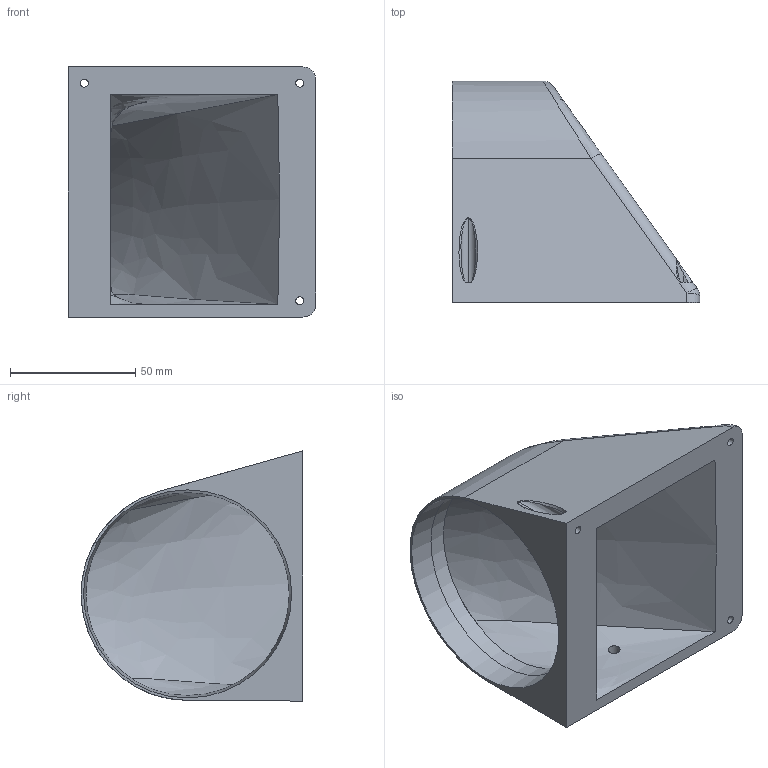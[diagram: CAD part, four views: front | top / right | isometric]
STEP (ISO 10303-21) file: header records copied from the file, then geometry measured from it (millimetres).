
FILE_DESCRIPTION(('HOOPS Exchange Step'),'2;1');
FILE_NAME('Intake Duct.stp','2026-02-17T11:34:37-05:00',('RED'),('Unknown organisation'),'HOOPS Exchange 2025.8','HOOPS Exchange','Unknown authorisation');
FILE_SCHEMA( ('AP203_CONFIGURATION_CONTROLLED_3D_DESIGN_OF_MECHANICAL_PARTS_AND_ASSEMBLIES_MIM_LF') );
Length unit declared in the file: millimetre
Products named in the file (2): 0; root
Assembly tree (1 placements, depth 2):
  root
    0
Bounding box: 99.13 x 88.6 x 100 mm (x, y, z)
Volume: 217686.5 mm3; surface area: 47959.8 mm2
Topology: 1 solids, 1 shells, 42 faces, 112 edges, 72 vertices
Faces by surface type: cylinder 15, bspline 12, plane 11, sphere 2, extrusion 1, cone 1
Full cylindrical faces by diameter (mm): 3.2 x2, 4.7 x2, 81.279 x1
Entity records: 6044 total; most frequent: CARTESIAN_POINT 5028, ORIENTED_EDGE 218, DIRECTION 172, EDGE_CURVE 109, VERTEX_POINT 72, AXIS2_PLACEMENT_3D 68, EDGE_LOOP 55, FACE_BOUND 55
